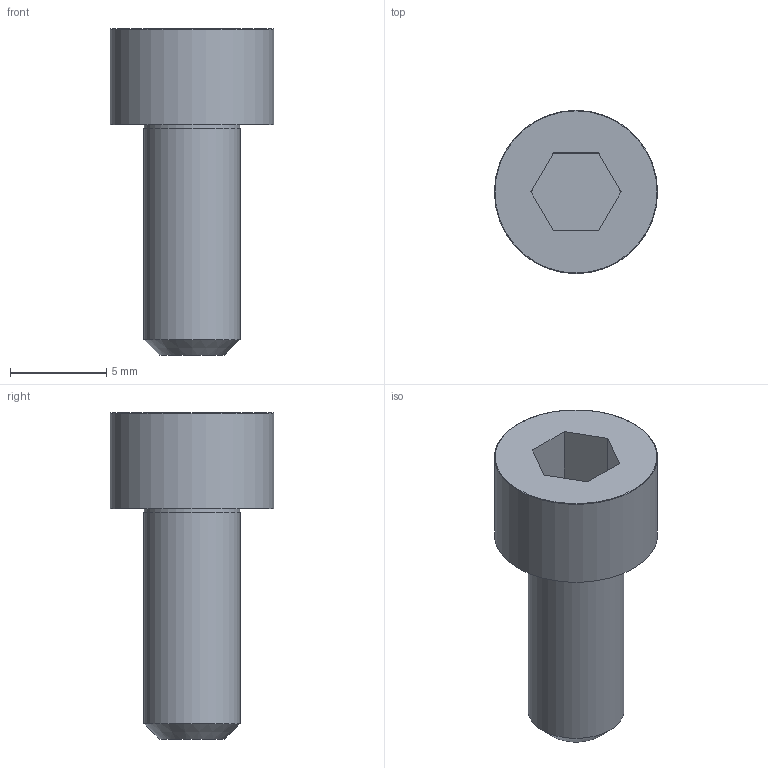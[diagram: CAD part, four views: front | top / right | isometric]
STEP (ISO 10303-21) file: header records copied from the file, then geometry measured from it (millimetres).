
FILE_DESCRIPTION(('FreeCAD Model'),'2;1');
FILE_NAME('Screw M5x12 ISO4762 8,8 A2K.step','2015-12-10T16:15:20',('Author' ),(''),'Open CASCADE STEP processor 6.8','FreeCAD','Unknown');
FILE_SCHEMA(('AUTOMOTIVE_DESIGN_CC2 { 1 2 10303 214 -1 1 5 4 }'));
Length unit declared in the file: millimetre
Products named in the file (1): Screw_M5x12_ISO4762_8,8_A2K
Bounding box: 8.5 x 8.5 x 17 mm (x, y, z)
Volume: 456.9 mm3; surface area: 484.1 mm2
Topology: 1 solids, 1 shells, 15 faces, 30 edges, 19 vertices
Faces by surface type: plane 10, cone 2, cylinder 2, torus 1
Full cylindrical faces by diameter (mm): 5 x1, 8.5 x1
Entity records: 799 total; most frequent: DIRECTION 130, CARTESIAN_POINT 125, LINE 78, VECTOR 78, ORIENTED_EDGE 60, PCURVE 60, DEFINITIONAL_REPRESENTATION 60, EDGE_CURVE 30
